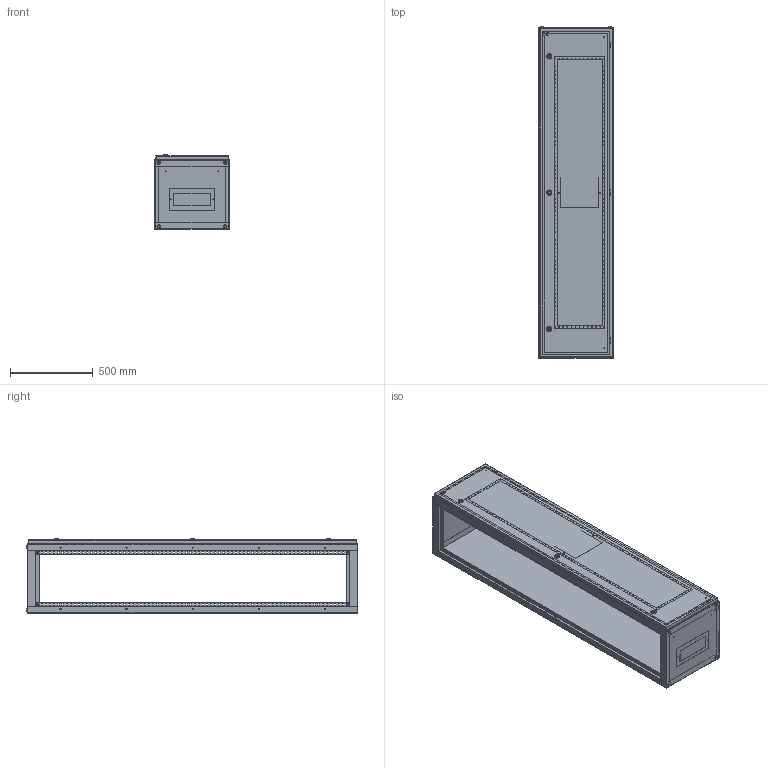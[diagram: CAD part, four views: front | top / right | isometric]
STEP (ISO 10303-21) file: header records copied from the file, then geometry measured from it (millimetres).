
FILE_DESCRIPTION (( 'STEP AP214' ), '1' );
FILE_NAME ('YKM50-2000-450-450-54 SMART Êîðïóñ ìåòàë. ñáîðíûé ÂÐÓ 2000õ450õ450 IP54 IEK.STEP', '2024-04-09T13:45:50', ( '' ), ( '' ), 'SwSTEP 2.0', 'SolidWorks 2022', '' );
FILE_SCHEMA (( 'AUTOMOTIVE_DESIGN' ));
Length unit declared in the file: millimetre
Products named in the file (3): Каркас ВРУ 2000х450х450 IP54; Дверь для ВРУ-1 2000х450 IP54; YKM50-2000-450-450-54 SMART Корпус метал. сборный ВРУ 2000х450х450 IP54 IEK
Assembly tree (2 placements, depth 2):
  YKM50-2000-450-450-54 SMART Корпус метал. сборный ВРУ 2000х450х450 IP54 IEK
    Каркас ВРУ 2000х450х450 IP54
    Дверь для ВРУ-1 2000х450 IP54
Bounding box: 450 x 2009.5 x 450.5 mm (x, y, z)
Volume: 6007383.7 mm3; surface area: 6823973.6 mm2
Topology: 36 solids, 40 shells, 3326 faces, 8606 edges, 5518 vertices
Faces by surface type: plane 2223, cylinder 754, cone 194, bspline 61, sphere 56, torus 38
Entity records: 104513 total; most frequent: CARTESIAN_POINT 20798, ORIENTED_EDGE 17084, DIRECTION 16279, EDGE_CURVE 8542, VECTOR 6233, LINE 6233, VERTEX_POINT 5518, AXIS2_PLACEMENT_3D 5023
